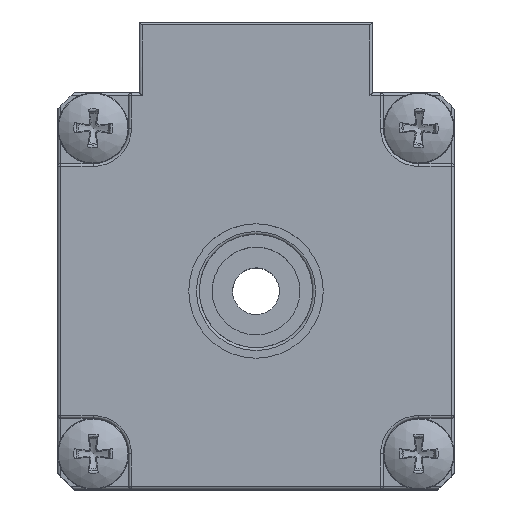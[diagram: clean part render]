
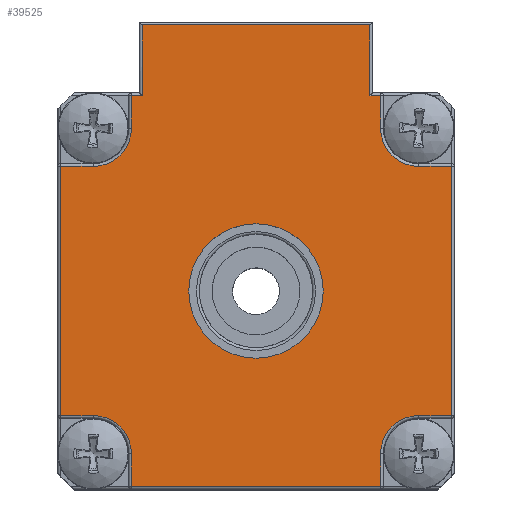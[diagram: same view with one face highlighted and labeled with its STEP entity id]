
A CAD part, top view. The second image highlights one B-rep face of the part: STEP entity #39525.
In plain terms, the highlighted planar face has unit normal (0, 0, 1).
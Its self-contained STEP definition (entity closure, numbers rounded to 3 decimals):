
#38529=CARTESIAN_POINT('',(-11.5,8.8,26.2));
#38530=VERTEX_POINT('',#38529);
#38548=CARTESIAN_POINT('',(-13.8,8.8,26.2));
#38549=VERTEX_POINT('',#38548);
#38557=CARTESIAN_POINT('',(-13.8,8.8,26.2));
#38558=DIRECTION('',(1.0,0.0,0.0));
#38559=VECTOR('',#38558,2.3);
#38560=LINE('',#38557,#38559);
#38561=EDGE_CURVE('',#38549,#38530,#38560,.T.);
#38571=CARTESIAN_POINT('',(-8.8,11.5,26.2));
#38572=VERTEX_POINT('',#38571);
#38590=CARTESIAN_POINT('',(-11.5,11.5,26.2));
#38591=DIRECTION('',(0.,0.,1.0));
#38592=DIRECTION('',(0.707,-0.707,0.));
#38593=AXIS2_PLACEMENT_3D('',#38590,#38591,#38592);
#38594=CIRCLE('',#38593,2.7);
#38595=EDGE_CURVE('',#38530,#38572,#38594,.T.);
#38605=CARTESIAN_POINT('',(-8.8,13.8,26.2));
#38606=VERTEX_POINT('',#38605);
#38623=CARTESIAN_POINT('',(-8.8,11.5,26.2));
#38624=DIRECTION('',(0.0,1.0,0.0));
#38625=VECTOR('',#38624,2.3);
#38626=LINE('',#38623,#38625);
#38627=EDGE_CURVE('',#38572,#38606,#38626,.T.);
#38645=CARTESIAN_POINT('',(-13.8,-8.8,26.2));
#38646=VERTEX_POINT('',#38645);
#38654=CARTESIAN_POINT('',(-13.8,-8.8,26.2));
#38655=DIRECTION('',(0.0,1.0,0.0));
#38656=VECTOR('',#38655,17.6);
#38657=LINE('',#38654,#38656);
#38658=EDGE_CURVE('',#38646,#38549,#38657,.T.);
#38668=CARTESIAN_POINT('',(-8.8,-13.8,26.2));
#38669=VERTEX_POINT('',#38668);
#38677=CARTESIAN_POINT('',(-8.8,-11.5,26.2));
#38678=VERTEX_POINT('',#38677);
#38679=CARTESIAN_POINT('',(-8.8,-13.8,26.2));
#38680=DIRECTION('',(0.0,1.0,0.0));
#38681=VECTOR('',#38680,2.3);
#38682=LINE('',#38679,#38681);
#38683=EDGE_CURVE('',#38669,#38678,#38682,.T.);
#38708=CARTESIAN_POINT('',(-11.5,-8.8,26.2));
#38709=VERTEX_POINT('',#38708);
#38727=CARTESIAN_POINT('',(-11.5,-11.5,26.2));
#38728=DIRECTION('',(0.,0.,1.0));
#38729=DIRECTION('',(0.707,0.707,0.));
#38730=AXIS2_PLACEMENT_3D('',#38727,#38728,#38729);
#38731=CIRCLE('',#38730,2.7);
#38732=EDGE_CURVE('',#38678,#38709,#38731,.T.);
#38758=CARTESIAN_POINT('',(-11.5,-8.8,26.2));
#38759=DIRECTION('',(-1.0,0.0,0.0));
#38760=VECTOR('',#38759,2.3);
#38761=LINE('',#38758,#38760);
#38762=EDGE_CURVE('',#38709,#38646,#38761,.T.);
#38780=CARTESIAN_POINT('',(8.8,-13.8,26.2));
#38781=VERTEX_POINT('',#38780);
#38789=CARTESIAN_POINT('',(8.8,-13.8,26.2));
#38790=DIRECTION('',(-1.0,0.0,0.0));
#38791=VECTOR('',#38790,17.6);
#38792=LINE('',#38789,#38791);
#38793=EDGE_CURVE('',#38781,#38669,#38792,.T.);
#38803=CARTESIAN_POINT('',(11.5,-8.8,26.2));
#38804=VERTEX_POINT('',#38803);
#38822=CARTESIAN_POINT('',(13.8,-8.8,26.2));
#38823=VERTEX_POINT('',#38822);
#38831=CARTESIAN_POINT('',(13.8,-8.8,26.2));
#38832=DIRECTION('',(-1.0,0.0,0.0));
#38833=VECTOR('',#38832,2.3);
#38834=LINE('',#38831,#38833);
#38835=EDGE_CURVE('',#38823,#38804,#38834,.T.);
#38845=CARTESIAN_POINT('',(8.8,-11.5,26.2));
#38846=VERTEX_POINT('',#38845);
#38864=CARTESIAN_POINT('',(11.5,-11.5,26.2));
#38865=DIRECTION('',(0.,0.,1.0));
#38866=DIRECTION('',(-0.707,0.707,0.));
#38867=AXIS2_PLACEMENT_3D('',#38864,#38865,#38866);
#38868=CIRCLE('',#38867,2.7);
#38869=EDGE_CURVE('',#38804,#38846,#38868,.T.);
#38895=CARTESIAN_POINT('',(8.8,-11.5,26.2));
#38896=DIRECTION('',(0.0,-1.0,0.0));
#38897=VECTOR('',#38896,2.3);
#38898=LINE('',#38895,#38897);
#38899=EDGE_CURVE('',#38846,#38781,#38898,.T.);
#38917=CARTESIAN_POINT('',(13.8,8.8,26.2));
#38918=VERTEX_POINT('',#38917);
#38926=CARTESIAN_POINT('',(13.8,8.8,26.2));
#38927=DIRECTION('',(0.0,-1.0,0.0));
#38928=VECTOR('',#38927,17.6);
#38929=LINE('',#38926,#38928);
#38930=EDGE_CURVE('',#38918,#38823,#38929,.T.);
#38940=CARTESIAN_POINT('',(8.8,11.5,26.2));
#38941=VERTEX_POINT('',#38940);
#38959=CARTESIAN_POINT('',(8.8,13.8,26.2));
#38960=VERTEX_POINT('',#38959);
#38968=CARTESIAN_POINT('',(8.8,13.8,26.2));
#38969=DIRECTION('',(0.0,-1.0,0.0));
#38970=VECTOR('',#38969,2.3);
#38971=LINE('',#38968,#38970);
#38972=EDGE_CURVE('',#38960,#38941,#38971,.T.);
#38982=CARTESIAN_POINT('',(11.5,8.8,26.2));
#38983=VERTEX_POINT('',#38982);
#39001=CARTESIAN_POINT('',(11.5,11.5,26.2));
#39002=DIRECTION('',(0.,0.,1.0));
#39003=DIRECTION('',(-0.707,-0.707,0.));
#39004=AXIS2_PLACEMENT_3D('',#39001,#39002,#39003);
#39005=CIRCLE('',#39004,2.7);
#39006=EDGE_CURVE('',#38941,#38983,#39005,.T.);
#39032=CARTESIAN_POINT('',(11.5,8.8,26.2));
#39033=DIRECTION('',(1.0,0.0,0.0));
#39034=VECTOR('',#39033,2.3);
#39035=LINE('',#39032,#39034);
#39036=EDGE_CURVE('',#38983,#38918,#39035,.T.);
#39054=CARTESIAN_POINT('',(-8.05,13.8,26.2));
#39055=VERTEX_POINT('',#39054);
#39063=CARTESIAN_POINT('',(-8.05,18.8,26.2));
#39064=VERTEX_POINT('',#39063);
#39065=CARTESIAN_POINT('',(-8.05,13.8,26.2));
#39066=DIRECTION('',(0.0,1.0,0.0));
#39067=VECTOR('',#39066,5.);
#39068=LINE('',#39065,#39067);
#39069=EDGE_CURVE('',#39055,#39064,#39068,.T.);
#39094=CARTESIAN_POINT('',(-8.8,13.8,26.2));
#39095=DIRECTION('',(1.0,0.0,0.0));
#39096=VECTOR('',#39095,0.75);
#39097=LINE('',#39094,#39096);
#39098=EDGE_CURVE('',#38606,#39055,#39097,.T.);
#39109=CARTESIAN_POINT('',(8.05,18.8,26.2));
#39110=VERTEX_POINT('',#39109);
#39111=CARTESIAN_POINT('',(-8.05,18.8,26.2));
#39112=DIRECTION('',(1.0,0.0,0.0));
#39113=VECTOR('',#39112,16.1);
#39114=LINE('',#39111,#39113);
#39115=EDGE_CURVE('',#39064,#39110,#39114,.T.);
#39141=CARTESIAN_POINT('',(8.05,13.8,26.2));
#39142=VERTEX_POINT('',#39141);
#39143=CARTESIAN_POINT('',(8.05,18.8,26.2));
#39144=DIRECTION('',(0.0,-1.0,0.0));
#39145=VECTOR('',#39144,5.);
#39146=LINE('',#39143,#39145);
#39147=EDGE_CURVE('',#39110,#39142,#39146,.T.);
#39171=CARTESIAN_POINT('',(8.05,13.8,26.2));
#39172=DIRECTION('',(1.0,0.0,0.0));
#39173=VECTOR('',#39172,0.75);
#39174=LINE('',#39171,#39173);
#39175=EDGE_CURVE('',#39142,#38960,#39174,.T.);
#39487=CARTESIAN_POINT('',(0.,0.,26.2));
#39488=DIRECTION('',(0.0,0.0,1.0));
#39489=DIRECTION('',(1.0,0.0,0.0));
#39490=AXIS2_PLACEMENT_3D('',#39487,#39488,#39489);
#39491=PLANE('',#39490);
#39492=ORIENTED_EDGE('',*,*,#39069,.F.);
#39493=ORIENTED_EDGE('',*,*,#39098,.F.);
#39494=ORIENTED_EDGE('',*,*,#38627,.F.);
#39495=ORIENTED_EDGE('',*,*,#38595,.F.);
#39496=ORIENTED_EDGE('',*,*,#38561,.F.);
#39497=ORIENTED_EDGE('',*,*,#38658,.F.);
#39498=ORIENTED_EDGE('',*,*,#38762,.F.);
#39499=ORIENTED_EDGE('',*,*,#38732,.F.);
#39500=ORIENTED_EDGE('',*,*,#38683,.F.);
#39501=ORIENTED_EDGE('',*,*,#38793,.F.);
#39502=ORIENTED_EDGE('',*,*,#38899,.F.);
#39503=ORIENTED_EDGE('',*,*,#38869,.F.);
#39504=ORIENTED_EDGE('',*,*,#38835,.F.);
#39505=ORIENTED_EDGE('',*,*,#38930,.F.);
#39506=ORIENTED_EDGE('',*,*,#39036,.F.);
#39507=ORIENTED_EDGE('',*,*,#39006,.F.);
#39508=ORIENTED_EDGE('',*,*,#38972,.F.);
#39509=ORIENTED_EDGE('',*,*,#39175,.F.);
#39510=ORIENTED_EDGE('',*,*,#39147,.F.);
#39511=ORIENTED_EDGE('',*,*,#39115,.F.);
#39512=EDGE_LOOP('',(#39492,#39493,#39494,#39495,#39496,#39497,#39498,#39499,#39500,#39501,#39502,#39503,#39504,#39505,#39506,#39507,#39508,#39509,#39510,#39511));
#39513=FACE_OUTER_BOUND('',#39512,.T.);
#39514=CARTESIAN_POINT('',(4.75,0.,26.2));
#39515=VERTEX_POINT('',#39514);
#39516=CARTESIAN_POINT('',(0.,0.,26.2));
#39517=DIRECTION('',(0.0,0.0,-1.0));
#39518=DIRECTION('',(-1.0,0.0,0.0));
#39519=AXIS2_PLACEMENT_3D('',#39516,#39517,#39518);
#39520=CIRCLE('',#39519,4.75);
#39521=EDGE_CURVE('',#39515,#39515,#39520,.T.);
#39522=ORIENTED_EDGE('',*,*,#39521,.T.);
#39523=EDGE_LOOP('',(#39522));
#39524=FACE_BOUND('',#39523,.T.);
#39525=ADVANCED_FACE('',(#39513,#39524),#39491,.T.);
